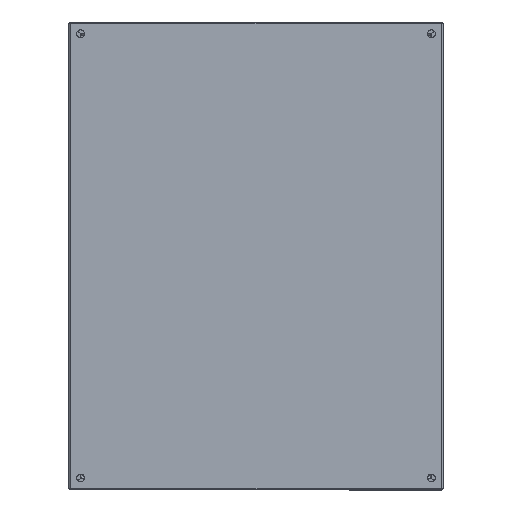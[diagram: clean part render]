
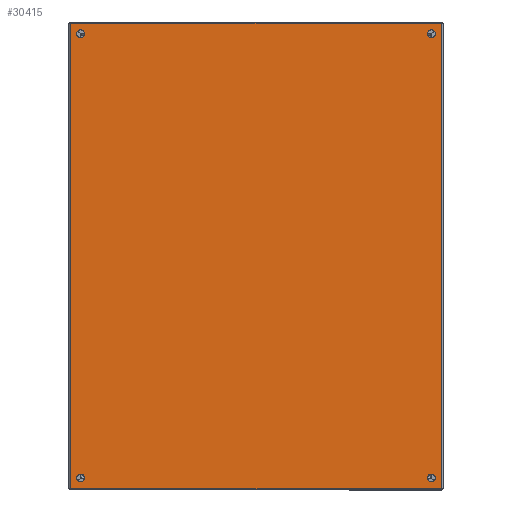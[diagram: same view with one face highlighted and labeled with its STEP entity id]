
A CAD part, top view. The second image highlights one B-rep face of the part: STEP entity #30415.
In plain terms, the highlighted face is planar.
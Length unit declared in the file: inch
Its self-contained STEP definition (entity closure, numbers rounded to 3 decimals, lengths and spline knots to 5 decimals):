
#292 = DIRECTION ( 'NONE',  ( 0., 0., -1. ) ) ;
#467 = CIRCLE ( 'NONE', #6360, 0.25 ) ;
#978 = CARTESIAN_POINT ( 'NONE',  ( 0., 0.75, 14. ) ) ;
#1383 = LINE ( 'NONE', #23909, #5937 ) ;
#1428 = LINE ( 'NONE', #9935, #34593 ) ;
#1556 = DIRECTION ( 'NONE',  ( 0., 0., -1. ) ) ;
#1970 = EDGE_CURVE ( 'NONE', #31144, #17414, #3382, .T. ) ;
#3382 = CIRCLE ( 'NONE', #9283, 0.25 ) ;
#3805 = VECTOR ( 'NONE', #27815, 39.37008 ) ;
#4625 = EDGE_CURVE ( 'NONE', #26424, #9323, #1428, .T. ) ;
#4771 = EDGE_LOOP ( 'NONE', ( #7497, #16552, #35522, #23982 ) ) ;
#4831 = ORIENTED_EDGE ( 'NONE', *, *, #10970, .T. ) ;
#4994 = ORIENTED_EDGE ( 'NONE', *, *, #1970, .T. ) ;
#5937 = VECTOR ( 'NONE', #9893, 39.37008 ) ;
#6140 = DIRECTION ( 'NONE',  ( 1., 0., 0. ) ) ;
#6360 = AXIS2_PLACEMENT_3D ( 'NONE', #23643, #20318, #9663 ) ;
#7125 = CARTESIAN_POINT ( 'NONE',  ( 0., 0.75, -14.5 ) ) ;
#7497 = ORIENTED_EDGE ( 'NONE', *, *, #4625, .F. ) ;
#7739 = DIRECTION ( 'NONE',  ( 0., 0., -1. ) ) ;
#8139 = VERTEX_POINT ( 'NONE', #14979 ) ;
#8217 = CARTESIAN_POINT ( 'NONE',  ( 0., 0.75, -14.25 ) ) ;
#8263 = LINE ( 'NONE', #27624, #3805 ) ;
#8357 = ORIENTED_EDGE ( 'NONE', *, *, #31759, .T. ) ;
#8783 = CIRCLE ( 'NONE', #9945, 0.25 ) ;
#8863 = AXIS2_PLACEMENT_3D ( 'NONE', #26636, #18345, #15566 ) ;
#9283 = AXIS2_PLACEMENT_3D ( 'NONE', #21652, #26842, #1556 ) ;
#9323 = VERTEX_POINT ( 'NONE', #17869 ) ;
#9645 = EDGE_CURVE ( 'NONE', #26424, #13859, #1383, .T. ) ;
#9663 = DIRECTION ( 'NONE',  ( 0., 0., -1. ) ) ;
#9878 = CARTESIAN_POINT ( 'NONE',  ( 0., 23.892, 14.928 ) ) ;
#9893 = DIRECTION ( 'NONE',  ( 0., 1., 0. ) ) ;
#9935 = CARTESIAN_POINT ( 'NONE',  ( 0., 0.108, -14.928 ) ) ;
#9945 = AXIS2_PLACEMENT_3D ( 'NONE', #11481, #6140, #31435 ) ;
#10621 = CARTESIAN_POINT ( 'NONE',  ( 0., 0.75, -14. ) ) ;
#10825 = DIRECTION ( 'NONE',  ( 0., -1., 0. ) ) ;
#10948 = ORIENTED_EDGE ( 'NONE', *, *, #31311, .T. ) ;
#10963 = ORIENTED_EDGE ( 'NONE', *, *, #19754, .T. ) ;
#10969 = DIRECTION ( 'NONE',  ( 1., 0., 0. ) ) ;
#10970 = EDGE_CURVE ( 'NONE', #33576, #8139, #8783, .T. ) ;
#10978 = FACE_BOUND ( 'NONE', #30383, .T. ) ;
#11003 = CIRCLE ( 'NONE', #15124, 0.25 ) ;
#11481 = CARTESIAN_POINT ( 'NONE',  ( 0., 0.75, 14.25 ) ) ;
#11609 = EDGE_CURVE ( 'NONE', #23355, #21006, #12948, .T. ) ;
#12612 = ORIENTED_EDGE ( 'NONE', *, *, #13462, .T. ) ;
#12948 = CIRCLE ( 'NONE', #8863, 0.25 ) ;
#13462 = EDGE_CURVE ( 'NONE', #8139, #33576, #30574, .T. ) ;
#13859 = VERTEX_POINT ( 'NONE', #9878 ) ;
#14476 = EDGE_LOOP ( 'NONE', ( #10963, #4994 ) ) ;
#14494 = AXIS2_PLACEMENT_3D ( 'NONE', #33146, #18570, #24276 ) ;
#14901 = CIRCLE ( 'NONE', #27304, 0.25 ) ;
#14979 = CARTESIAN_POINT ( 'NONE',  ( 0., 0.75, 14.5 ) ) ;
#15124 = AXIS2_PLACEMENT_3D ( 'NONE', #28722, #25573, #292 ) ;
#15192 = AXIS2_PLACEMENT_3D ( 'NONE', #19167, #33023, #7739 ) ;
#15566 = DIRECTION ( 'NONE',  ( 0., 0., -1. ) ) ;
#15598 = CIRCLE ( 'NONE', #32737, 0.25 ) ;
#16484 = FACE_BOUND ( 'NONE', #30425, .T. ) ;
#16552 = ORIENTED_EDGE ( 'NONE', *, *, #9645, .T. ) ;
#17414 = VERTEX_POINT ( 'NONE', #22697 ) ;
#17869 = CARTESIAN_POINT ( 'NONE',  ( 0., 0.108, -14.928 ) ) ;
#18345 = DIRECTION ( 'NONE',  ( 1., 0., 0. ) ) ;
#18570 = DIRECTION ( 'NONE',  ( 1., 0., 0. ) ) ;
#19167 = CARTESIAN_POINT ( 'NONE',  ( 0., 0.75, 14.25 ) ) ;
#19754 = EDGE_CURVE ( 'NONE', #17414, #31144, #14901, .T. ) ;
#20318 = DIRECTION ( 'NONE',  ( 1., 0., 0. ) ) ;
#20432 = CARTESIAN_POINT ( 'NONE',  ( 0., 0.108, 14.928 ) ) ;
#20483 = VERTEX_POINT ( 'NONE', #7125 ) ;
#20757 = CARTESIAN_POINT ( 'NONE',  ( 0., 23.25, 14.25 ) ) ;
#21006 = VERTEX_POINT ( 'NONE', #24228 ) ;
#21494 = VERTEX_POINT ( 'NONE', #21944 ) ;
#21652 = CARTESIAN_POINT ( 'NONE',  ( 0., 23.25, 14.25 ) ) ;
#21671 = FACE_BOUND ( 'NONE', #14476, .T. ) ;
#21880 = CARTESIAN_POINT ( 'NONE',  ( 0., 0.072, -14.928 ) ) ;
#21944 = CARTESIAN_POINT ( 'NONE',  ( 0., 23.892, -14.928 ) ) ;
#21945 = VERTEX_POINT ( 'NONE', #10621 ) ;
#22697 = CARTESIAN_POINT ( 'NONE',  ( 0., 23.25, 14. ) ) ;
#22755 = DIRECTION ( 'NONE',  ( 0., 0., -1. ) ) ;
#23355 = VERTEX_POINT ( 'NONE', #26591 ) ;
#23643 = CARTESIAN_POINT ( 'NONE',  ( 0., 0.75, -14.25 ) ) ;
#23909 = CARTESIAN_POINT ( 'NONE',  ( 0., 23.928, 14.928 ) ) ;
#23982 = ORIENTED_EDGE ( 'NONE', *, *, #24283, .T. ) ;
#24228 = CARTESIAN_POINT ( 'NONE',  ( 0., 23.25, -14. ) ) ;
#24276 = DIRECTION ( 'NONE',  ( 0., 0., -1. ) ) ;
#24283 = EDGE_CURVE ( 'NONE', #21494, #9323, #33535, .T. ) ;
#24374 = VECTOR ( 'NONE', #10825, 39.37008 ) ;
#24473 = FACE_BOUND ( 'NONE', #24788, .T. ) ;
#24788 = EDGE_LOOP ( 'NONE', ( #10948, #28565 ) ) ;
#25573 = DIRECTION ( 'NONE',  ( 1., 0., 0. ) ) ;
#26424 = VERTEX_POINT ( 'NONE', #20432 ) ;
#26474 = DIRECTION ( 'NONE',  ( 0., 0., -1. ) ) ;
#26591 = CARTESIAN_POINT ( 'NONE',  ( 0., 23.25, -14.5 ) ) ;
#26636 = CARTESIAN_POINT ( 'NONE',  ( 0., 23.25, -14.25 ) ) ;
#26842 = DIRECTION ( 'NONE',  ( 1., 0., 0. ) ) ;
#27304 = AXIS2_PLACEMENT_3D ( 'NONE', #20757, #32079, #26474 ) ;
#27624 = CARTESIAN_POINT ( 'NONE',  ( 0., 23.892, 14.928 ) ) ;
#27780 = PLANE ( 'NONE',  #14494 ) ;
#27815 = DIRECTION ( 'NONE',  ( 0., 0., 1. ) ) ;
#28377 = CARTESIAN_POINT ( 'NONE',  ( 0., 23.25, 14.5 ) ) ;
#28565 = ORIENTED_EDGE ( 'NONE', *, *, #29720, .T. ) ;
#28722 = CARTESIAN_POINT ( 'NONE',  ( 0., 23.25, -14.25 ) ) ;
#29720 = EDGE_CURVE ( 'NONE', #21945, #20483, #15598, .T. ) ;
#30383 = EDGE_LOOP ( 'NONE', ( #4831, #12612 ) ) ;
#30415 = ADVANCED_FACE ( 'NONE', ( #35587, #16484, #21671, #24473, #10978 ), #27780, .F. ) ;
#30425 = EDGE_LOOP ( 'NONE', ( #34681, #8357 ) ) ;
#30574 = CIRCLE ( 'NONE', #15192, 0.25 ) ;
#31144 = VERTEX_POINT ( 'NONE', #28377 ) ;
#31311 = EDGE_CURVE ( 'NONE', #20483, #21945, #467, .T. ) ;
#31435 = DIRECTION ( 'NONE',  ( 0., 0., -1. ) ) ;
#31759 = EDGE_CURVE ( 'NONE', #21006, #23355, #11003, .T. ) ;
#32079 = DIRECTION ( 'NONE',  ( 1., 0., 0. ) ) ;
#32461 = DIRECTION ( 'NONE',  ( 0., 0., -1. ) ) ;
#32737 = AXIS2_PLACEMENT_3D ( 'NONE', #8217, #10969, #22755 ) ;
#33023 = DIRECTION ( 'NONE',  ( 1., 0., 0. ) ) ;
#33146 = CARTESIAN_POINT ( 'NONE',  ( 0., 0.072, -14.928 ) ) ;
#33535 = LINE ( 'NONE', #21880, #24374 ) ;
#33576 = VERTEX_POINT ( 'NONE', #978 ) ;
#34593 = VECTOR ( 'NONE', #32461, 39.37008 ) ;
#34681 = ORIENTED_EDGE ( 'NONE', *, *, #11609, .T. ) ;
#35522 = ORIENTED_EDGE ( 'NONE', *, *, #35821, .F. ) ;
#35587 = FACE_OUTER_BOUND ( 'NONE', #4771, .T. ) ;
#35821 = EDGE_CURVE ( 'NONE', #21494, #13859, #8263, .T. ) ;
